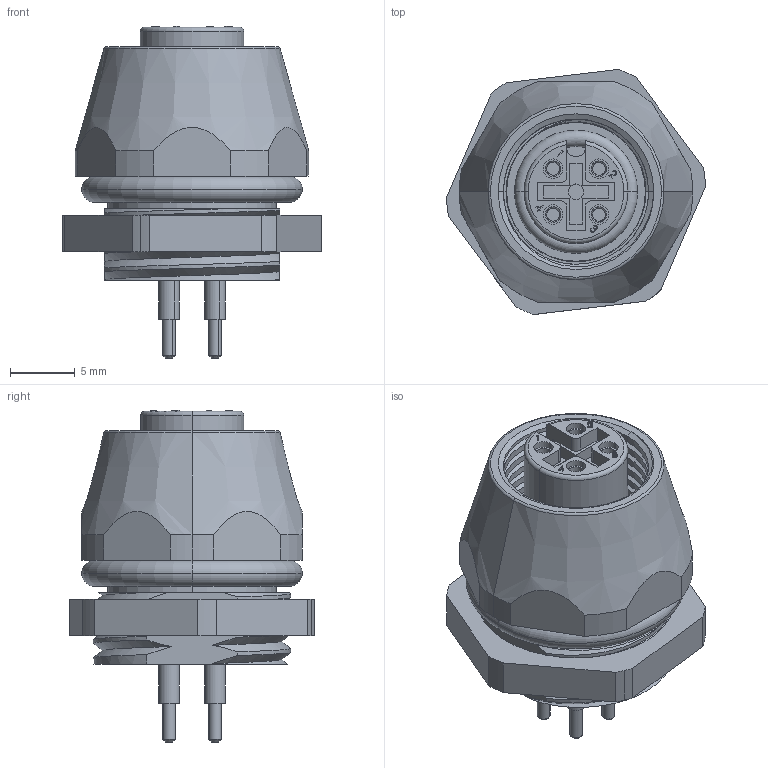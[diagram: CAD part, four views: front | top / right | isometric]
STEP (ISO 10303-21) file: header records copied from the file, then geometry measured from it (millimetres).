
FILE_DESCRIPTION (( 'STEP AP203' ), '1' );
FILE_NAME ('FEK421-P.STEP', '2019-03-13T02:44:14', ( 'User' ), ( 'china' ), 'SwSTEP 2.0', 'SolidWorks 2012', '' );
FILE_SCHEMA (( 'CONFIG_CONTROL_DESIGN' ));
Length unit declared in the file: millimetre
Products named in the file (8): FEK421-P; M12-PCB插孔（法兰用）; O型圈; M12-Pg9綴坶踡蹟譫; O型圈-9X1; O型圈-15X2; M12-A扣4芯孔座（法兰用）; M12-Pg9謂釱綴坶踡楊擘
Assembly tree (10 placements, depth 2):
  FEK421-P
    M12-Pg9謂釱綴坶踡楊擘
    M12-A扣4芯孔座（法兰用）
    O型圈-15X2
    O型圈-9X1
    M12-Pg9綴坶踡蹟譫
    O型圈
    M12-PCB插孔（法兰用）  x4
Bounding box: 19.98 x 18.9 x 25.6 mm (x, y, z)
Volume: 2859.1 mm3; surface area: 4658.5 mm2
Topology: 10 solids, 10 shells, 450 faces, 1110 edges, 725 vertices
Faces by surface type: plane 190, cylinder 171, bspline 39, torus 27, cone 23
Entity records: 15802 total; most frequent: CARTESIAN_POINT 7026, ORIENTED_EDGE 1692, DIRECTION 1583, EDGE_CURVE 846, AXIS2_PLACEMENT_3D 586, VERTEX_POINT 551, VECTOR 411, LINE 411
